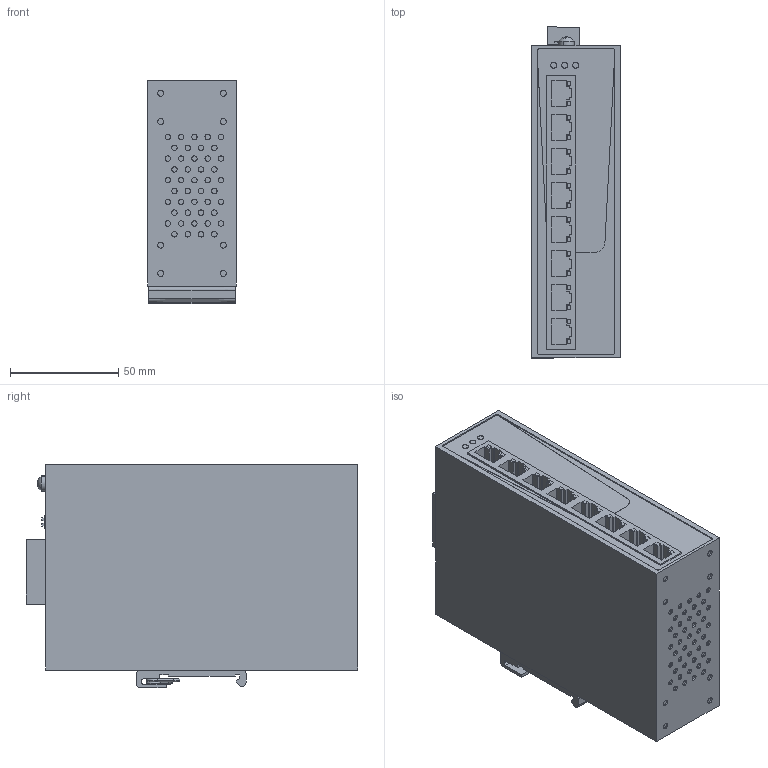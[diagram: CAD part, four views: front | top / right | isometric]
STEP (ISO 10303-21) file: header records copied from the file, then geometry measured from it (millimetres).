
FILE_DESCRIPTION(('CATIA V5 STEP Exchange','CAx-IF Rec.Pracs.--- Model Styling and Organization---1.4--- 2014-01-23'),'2;1');
FILE_NAME ('D1441332_4_2682380000_S3D_IE_SW_EL08_8POE.stp','2020-11-19T10:08:56+00:00',('none'),('Weidmueller'),'CATIA Version 5-6 Release 2016 SP3 HF44','CATIA V5 STEP AP214','none');
FILE_SCHEMA(('AUTOMOTIVE_DESIGN { 1 0 10303 214 1 1 1 1 }'));
Length unit declared in the file: millimetre
Products named in the file (1): S3D_IE_SW_EL08_8POE
Bounding box: 41 x 153.35 x 103.3 mm (x, y, z)
Volume: 562833 mm3; surface area: 73537.8 mm2
Topology: 34 solids, 34 shells, 878 faces, 2000 edges, 1320 vertices
Faces by surface type: plane 614, cylinder 229, torus 20, extrusion 13, sphere 2
Entity records: 24603 total; most frequent: CARTESIAN_POINT 4911, ORIENTED_EDGE 4000, DIRECTION 3202, EDGE_CURVE 1996, VECTOR 1383, LINE 1370, VERTEX_POINT 1316, AXIS2_PLACEMENT_3D 1144
